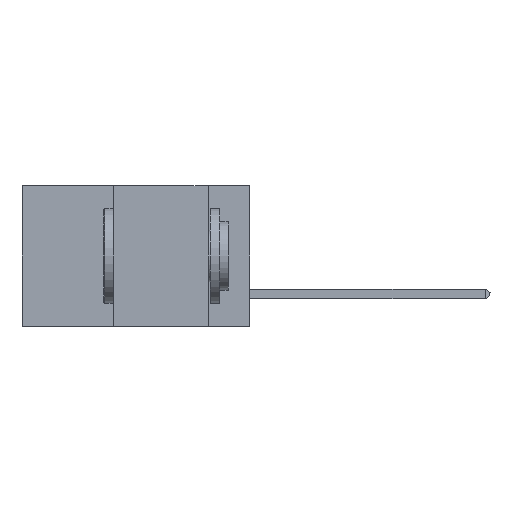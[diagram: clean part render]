
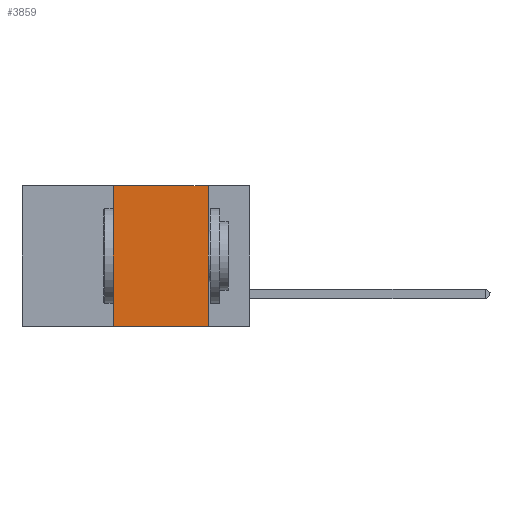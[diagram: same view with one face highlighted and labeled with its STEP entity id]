
A CAD part, left-side view. The second image highlights one B-rep face of the part: STEP entity #3859.
In plain terms, the highlighted planar face has unit normal (-1, 0, 0).
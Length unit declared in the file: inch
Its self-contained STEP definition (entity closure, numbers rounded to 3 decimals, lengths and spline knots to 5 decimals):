
#347 = EDGE_CURVE ( 'NONE', #7655, #11928, #7172, .T. ) ;
#1024 = DIRECTION ( 'NONE',  ( 0., -1., 0. ) ) ;
#1492 = FACE_OUTER_BOUND ( 'NONE', #14143, .T. ) ;
#2666 = ORIENTED_EDGE ( 'NONE', *, *, #7178, .F. ) ;
#2685 = LINE ( 'NONE', #3940, #5031 ) ;
#3039 = CARTESIAN_POINT ( 'NONE',  ( 0., 0.11, 0. ) ) ;
#3135 = CARTESIAN_POINT ( 'NONE',  ( 0., 0.36, 0. ) ) ;
#3707 = DIRECTION ( 'NONE',  ( 0., 0., -1. ) ) ;
#3859 = ADVANCED_FACE ( 'NONE', ( #1492 ), #10614, .F. ) ;
#3940 = CARTESIAN_POINT ( 'NONE',  ( 0., 0.11, 0. ) ) ;
#4093 = DIRECTION ( 'NONE',  ( 0., -1., 0. ) ) ;
#4735 = DIRECTION ( 'NONE',  ( 1., 0., 0. ) ) ;
#5031 = VECTOR ( 'NONE', #9887, 39.37008 ) ;
#6632 = LINE ( 'NONE', #11537, #13574 ) ;
#6678 = VECTOR ( 'NONE', #8691, 39.37008 ) ;
#6808 = ORIENTED_EDGE ( 'NONE', *, *, #14674, .F. ) ;
#6946 = CARTESIAN_POINT ( 'NONE',  ( 0., 0.11, -0.37 ) ) ;
#7172 = LINE ( 'NONE', #8537, #11031 ) ;
#7178 = EDGE_CURVE ( 'NONE', #11156, #11928, #2685, .T. ) ;
#7655 = VERTEX_POINT ( 'NONE', #9868 ) ;
#8537 = CARTESIAN_POINT ( 'NONE',  ( 0., 0.6, -0.37 ) ) ;
#8691 = DIRECTION ( 'NONE',  ( 0., 0., 1. ) ) ;
#9377 = CARTESIAN_POINT ( 'NONE',  ( 0., 0.6, 0. ) ) ;
#9868 = CARTESIAN_POINT ( 'NONE',  ( 0., 0.36, -0.37 ) ) ;
#9887 = DIRECTION ( 'NONE',  ( 0., 0., -1. ) ) ;
#10614 = PLANE ( 'NONE',  #13741 ) ;
#11031 = VECTOR ( 'NONE', #4093, 39.37008 ) ;
#11156 = VERTEX_POINT ( 'NONE', #3039 ) ;
#11537 = CARTESIAN_POINT ( 'NONE',  ( 0., 0.6, 0. ) ) ;
#11870 = VERTEX_POINT ( 'NONE', #12304 ) ;
#11928 = VERTEX_POINT ( 'NONE', #6946 ) ;
#12304 = CARTESIAN_POINT ( 'NONE',  ( 0., 0.36, 0. ) ) ;
#12510 = ORIENTED_EDGE ( 'NONE', *, *, #12914, .F. ) ;
#12547 = LINE ( 'NONE', #3135, #6678 ) ;
#12914 = EDGE_CURVE ( 'NONE', #7655, #11870, #12547, .T. ) ;
#13574 = VECTOR ( 'NONE', #1024, 39.37008 ) ;
#13741 = AXIS2_PLACEMENT_3D ( 'NONE', #9377, #4735, #3707 ) ;
#14143 = EDGE_LOOP ( 'NONE', ( #2666, #6808, #12510, #14797 ) ) ;
#14674 = EDGE_CURVE ( 'NONE', #11870, #11156, #6632, .T. ) ;
#14797 = ORIENTED_EDGE ( 'NONE', *, *, #347, .T. ) ;
